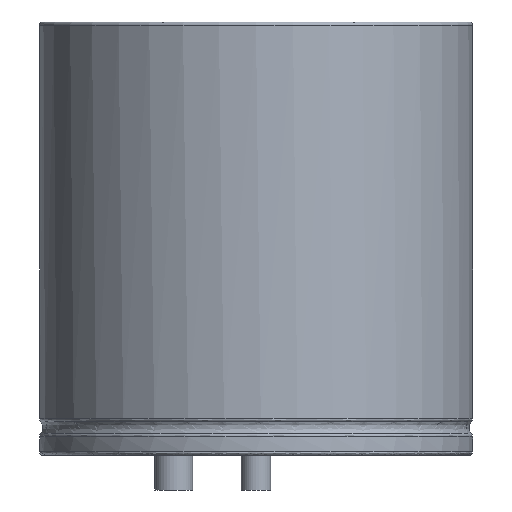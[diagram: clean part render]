
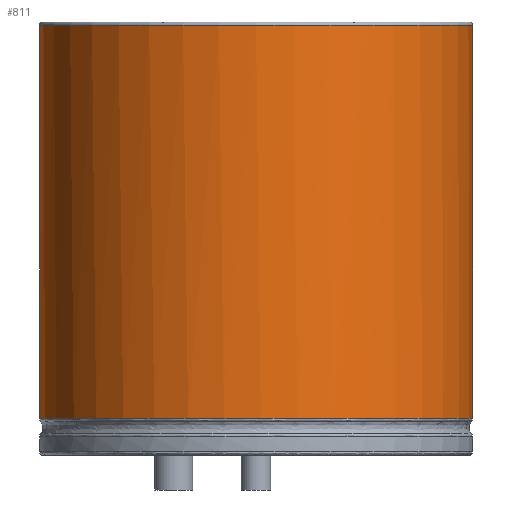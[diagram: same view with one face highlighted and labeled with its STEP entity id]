
A CAD part, left-side view. The second image highlights one B-rep face of the part: STEP entity #811.
In plain terms, the highlighted cylindrical face has radius 12.5 mm (diameter 25 mm), a partial arc.
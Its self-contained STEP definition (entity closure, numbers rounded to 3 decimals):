
#12=DIRECTION('',(0.,0.,1.));
#117=DIRECTION('',(0.,-0.,-1.));
#118=DIRECTION('',(0.924,-0.383,0.));
#265=VECTOR('',#12,1.);
#637=VERTEX_POINT('',#638);
#638=CARTESIAN_POINT('',(16.548,-4.784,2.135));
#646=ORIENTED_EDGE('',*,*,#647,.T.);
#647=EDGE_CURVE('',#637,#648,#650,.T.);
#648=VERTEX_POINT('',#649);
#649=CARTESIAN_POINT('',(16.548,4.784,2.135));
#650=B_SPLINE_CURVE_WITH_KNOTS('',12,(#651,#652,#653,#654,#655,#656,#657,#658,#659,#660,#661,#662,#663,#664,#665,#666,#667,#668,#669,#670,#671,#672,#673,#674,#675,#676,#677,#678,#679,#680,#681,#682,#683,#684,#685),.UNSPECIFIED.,.F.,.F.,(13,11,11,13),(-2.928,0.,68.722,71.65),.UNSPECIFIED.);
#651=CARTESIAN_POINT('',(17.669,-2.078,2.135));
#652=CARTESIAN_POINT('',(17.575,-2.305,2.135));
#653=CARTESIAN_POINT('',(17.481,-2.532,2.135));
#654=CARTESIAN_POINT('',(17.387,-2.758,2.135));
#655=CARTESIAN_POINT('',(17.294,-2.985,2.135));
#656=CARTESIAN_POINT('',(17.2,-3.21,2.135));
#657=CARTESIAN_POINT('',(17.107,-3.436,2.135));
#658=CARTESIAN_POINT('',(17.013,-3.661,2.135));
#659=CARTESIAN_POINT('',(16.92,-3.886,2.135));
#660=CARTESIAN_POINT('',(16.827,-4.111,2.135));
#661=CARTESIAN_POINT('',(16.734,-4.336,2.135));
#662=CARTESIAN_POINT('',(16.641,-4.56,2.135));
#663=CARTESIAN_POINT('',(14.372,-10.038,2.135));
#664=CARTESIAN_POINT('',(9.553,-14.292,2.135));
#665=CARTESIAN_POINT('',(2.598,-15.977,2.135));
#666=CARTESIAN_POINT('',(-4.861,-13.785,2.135));
#667=CARTESIAN_POINT('',(-10.414,-8.314,2.135));
#668=CARTESIAN_POINT('',(-13.197,0.,2.135));
#669=CARTESIAN_POINT('',(-10.414,8.314,2.135));
#670=CARTESIAN_POINT('',(-4.861,13.785,2.135));
#671=CARTESIAN_POINT('',(2.598,15.977,2.135));
#672=CARTESIAN_POINT('',(9.553,14.292,2.135));
#673=CARTESIAN_POINT('',(14.372,10.038,2.135));
#674=CARTESIAN_POINT('',(16.641,4.56,2.135));
#675=CARTESIAN_POINT('',(16.734,4.336,2.135));
#676=CARTESIAN_POINT('',(16.827,4.111,2.135));
#677=CARTESIAN_POINT('',(16.92,3.886,2.135));
#678=CARTESIAN_POINT('',(17.013,3.661,2.135));
#679=CARTESIAN_POINT('',(17.107,3.436,2.135));
#680=CARTESIAN_POINT('',(17.2,3.21,2.135));
#681=CARTESIAN_POINT('',(17.294,2.985,2.135));
#682=CARTESIAN_POINT('',(17.387,2.758,2.135));
#683=CARTESIAN_POINT('',(17.481,2.532,2.135));
#684=CARTESIAN_POINT('',(17.575,2.305,2.135));
#685=CARTESIAN_POINT('',(17.669,2.078,2.135));
#811=ADVANCED_FACE('',(#812),#831,.T.);
#812=FACE_BOUND('',#813,.F.);
#813=EDGE_LOOP('',(#814,#646,#820,#826));
#814=ORIENTED_EDGE('',*,*,#815,.F.);
#815=EDGE_CURVE('',#637,#816,#818,.T.);
#816=VERTEX_POINT('',#817);
#817=CARTESIAN_POINT('',(16.548,-4.784,24.8));
#818=LINE('',#819,#265);
#819=CARTESIAN_POINT('',(16.548,-4.784,2.));
#820=ORIENTED_EDGE('',*,*,#821,.T.);
#821=EDGE_CURVE('',#648,#822,#824,.T.);
#822=VERTEX_POINT('',#823);
#823=CARTESIAN_POINT('',(16.548,4.784,24.8));
#824=LINE('',#825,#265);
#825=CARTESIAN_POINT('',(16.548,4.784,2.));
#826=ORIENTED_EDGE('',*,*,#827,.F.);
#827=EDGE_CURVE('',#816,#822,#828,.T.);
#828=CIRCLE('',#829,12.5);
#829=AXIS2_PLACEMENT_3D('',#830,#117,#118);
#830=CARTESIAN_POINT('',(5.,0.,24.8));
#831=CYLINDRICAL_SURFACE('',#832,12.5);
#832=AXIS2_PLACEMENT_3D('',#833,#12,#118);
#833=CARTESIAN_POINT('',(5.,0.,2.));
